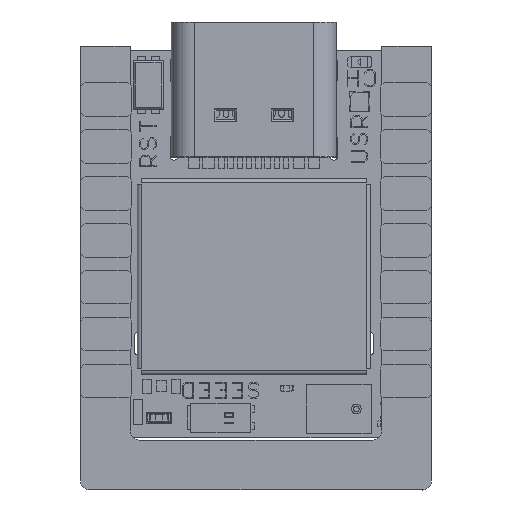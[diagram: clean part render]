
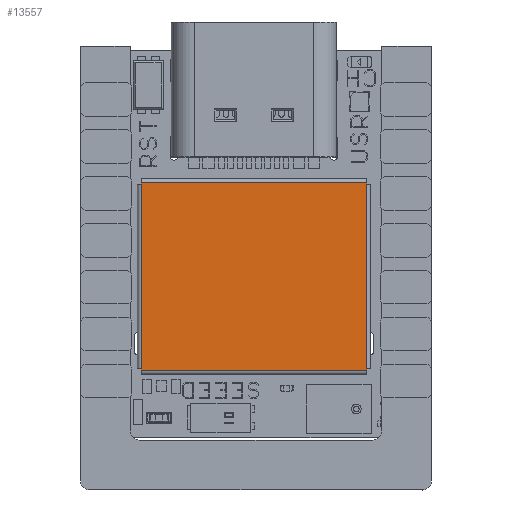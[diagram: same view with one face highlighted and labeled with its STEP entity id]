
A CAD part, top view. The second image highlights one B-rep face of the part: STEP entity #13557.
In plain terms, the highlighted face is planar.
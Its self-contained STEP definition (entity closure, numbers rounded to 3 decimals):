
#12469 = VERTEX_POINT('',#12470);
#12470 = CARTESIAN_POINT('',(5.047,3.,
    -12.211));
#12476 = EDGE_CURVE('',#12469,#12477,#12479,.T.);
#12477 = VERTEX_POINT('',#12478);
#12478 = CARTESIAN_POINT('',(5.147,3.,
    -12.211));
#12479 = LINE('',#12480,#12481);
#12480 = CARTESIAN_POINT('',(-1.687,3.,
    -12.211));
#12481 = VECTOR('',#12482,1.);
#12482 = DIRECTION('',(1.,0.,0.));
#12791 = VERTEX_POINT('',#12792);
#12792 = CARTESIAN_POINT('',(5.047,3.,
    -0.011));
#13025 = VERTEX_POINT('',#13026);
#13026 = CARTESIAN_POINT('',(-4.953,3.,
    -12.211));
#13134 = VERTEX_POINT('',#13135);
#13135 = CARTESIAN_POINT('',(-4.953,3.,
    -0.011));
#13167 = EDGE_CURVE('',#13134,#12791,#13168,.T.);
#13168 = LINE('',#13169,#13170);
#13169 = CARTESIAN_POINT('',(-1.587,3.,
    -0.011));
#13170 = VECTOR('',#13171,1.);
#13171 = DIRECTION('',(1.,0.,0.));
#13184 = VERTEX_POINT('',#13185);
#13185 = CARTESIAN_POINT('',(-5.053,3.,
    -0.011));
#13192 = EDGE_CURVE('',#13184,#13193,#13195,.T.);
#13193 = VERTEX_POINT('',#13194);
#13194 = CARTESIAN_POINT('',(-5.053,3.,
    -12.211));
#13195 = LINE('',#13196,#13197);
#13196 = CARTESIAN_POINT('',(-5.053,3.,
    -9.223));
#13197 = VECTOR('',#13198,1.);
#13198 = DIRECTION('',(0.,0.,-1.));
#13286 = EDGE_CURVE('',#13025,#12469,#13287,.T.);
#13287 = LINE('',#13288,#13289);
#13288 = CARTESIAN_POINT('',(-1.687,3.,
    -12.211));
#13289 = VECTOR('',#13290,1.);
#13290 = DIRECTION('',(1.,0.,0.));
#13356 = VERTEX_POINT('',#13357);
#13357 = CARTESIAN_POINT('',(5.147,3.,
    -0.011));
#13364 = EDGE_CURVE('',#12791,#13356,#13365,.T.);
#13365 = LINE('',#13366,#13367);
#13366 = CARTESIAN_POINT('',(-1.587,3.,
    -0.011));
#13367 = VECTOR('',#13368,1.);
#13368 = DIRECTION('',(1.,0.,0.));
#13424 = EDGE_CURVE('',#13193,#13025,#13425,.T.);
#13425 = LINE('',#13426,#13427);
#13426 = CARTESIAN_POINT('',(-1.687,3.,
    -12.211));
#13427 = VECTOR('',#13428,1.);
#13428 = DIRECTION('',(1.,0.,0.));
#13470 = EDGE_CURVE('',#13184,#13134,#13471,.T.);
#13471 = LINE('',#13472,#13473);
#13472 = CARTESIAN_POINT('',(-1.587,3.,
    -0.011));
#13473 = VECTOR('',#13474,1.);
#13474 = DIRECTION('',(1.,0.,0.));
#13545 = EDGE_CURVE('',#12477,#13356,#13546,.T.);
#13546 = LINE('',#13547,#13548);
#13547 = CARTESIAN_POINT('',(5.147,3.,
    -3.));
#13548 = VECTOR('',#13549,1.);
#13549 = DIRECTION('',(0.,0.,1.));
#13557 = ADVANCED_FACE('',(#13558),#13568,.T.);
#13558 = FACE_BOUND('',#13559,.T.);
#13559 = EDGE_LOOP('',(#13560,#13561,#13562,#13563,#13564,#13565,#13566,
    #13567));
#13560 = ORIENTED_EDGE('',*,*,#13545,.F.);
#13561 = ORIENTED_EDGE('',*,*,#12476,.F.);
#13562 = ORIENTED_EDGE('',*,*,#13286,.F.);
#13563 = ORIENTED_EDGE('',*,*,#13424,.F.);
#13564 = ORIENTED_EDGE('',*,*,#13192,.F.);
#13565 = ORIENTED_EDGE('',*,*,#13470,.T.);
#13566 = ORIENTED_EDGE('',*,*,#13167,.T.);
#13567 = ORIENTED_EDGE('',*,*,#13364,.T.);
#13568 = PLANE('',#13569);
#13569 = AXIS2_PLACEMENT_3D('',#13570,#13571,#13572);
#13570 = CARTESIAN_POINT('',(1.579,3.,
    -6.111));
#13571 = DIRECTION('',(0.,1.,0.));
#13572 = DIRECTION('',(0.,0.,1.));
